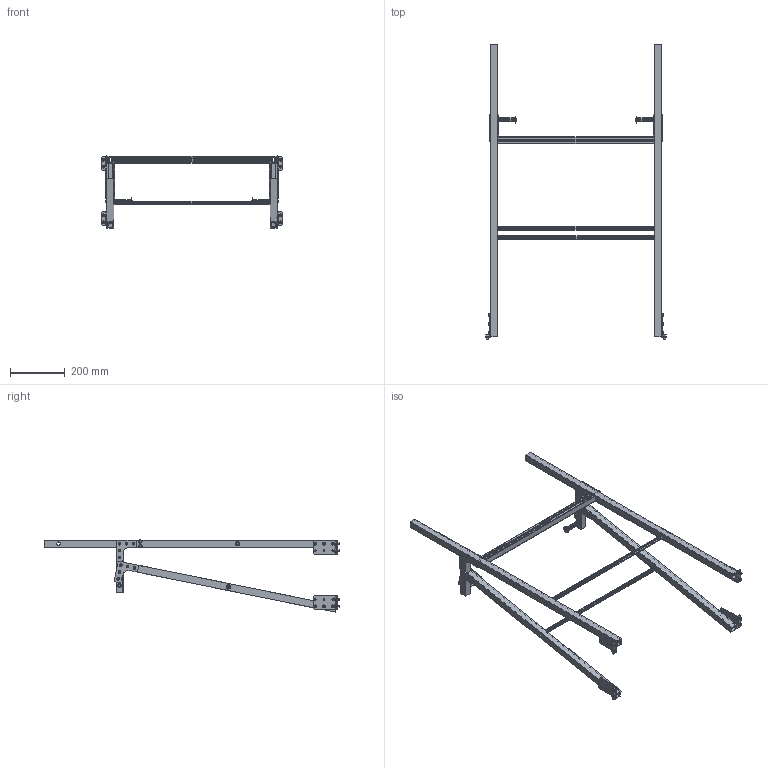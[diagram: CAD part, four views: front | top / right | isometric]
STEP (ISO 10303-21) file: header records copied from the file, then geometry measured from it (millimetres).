
FILE_DESCRIPTION (( 'STEP AP214' ), '1' );
FILE_NAME ('am-4690 Passive Hanger Structure Kit.STEP', '2022-02-03T16:32:03', ( '' ), ( '' ), 'SwSTEP 2.0', 'SolidWorks 2021', '' );
FILE_SCHEMA (( 'AUTOMOTIVE_DESIGN' ));
Length unit declared in the file: inch
Products named in the file (16): am-2974 24.25in Churro_cut 1.75; 3.375in Churro_Square Configuration; am-1226 steel rivet 1875 125-250 grip; 10-32 Nylock Nut 1_90631A411; 1x1x0.125 Wall Tubing 31.25in Long; 250 fender washer 91525A120; FHTS 0.25-20-1.75_FHTS 0.25-20-G-0.75-C; am-1310 FHTS 0.25-20-0.75_FHTS 0.25-20-G-0.75-C; am-2954 AM14U2 2x3 Hole Bracket; 1x1x0.125 Wall Tubing 40in Long; am-1002 and am-1042 10-32 x 0500 and Nylock Nut Assembly; 10-32x0500_shcs_HX-SHCS 0.19-32x1.375x1-C; am-3860 90 Gusset; 1x1x0.125 Wall Tubing 6.5in Long; am-4690 Passive Hanger Structure Kit; 27in Peanut_cut 4.5
Assembly tree (98 placements, depth 3):
  am-4690 Passive Hanger Structure Kit
    am-2954 AM14U2 2x3 Hole Bracket  x4
    am-1002 and am-1042 10-32 x 0500 and Nylock Nut Assembly  x20
      10-32x0500_shcs_HX-SHCS 0.19-32x1.375x1-C
      10-32 Nylock Nut 1_90631A411
    1x1x0.125 Wall Tubing 40in Long  x2
    1x1x0.125 Wall Tubing 6.5in Long  x2
    1x1x0.125 Wall Tubing 31.25in Long  x2
    am-2974 24.25in Churro_cut 1.75  x2
    27in Peanut_cut 4.5
    am-3860 90 Gusset  x8
    3.375in Churro_Square Configuration  x2
    am-1310 FHTS 0.25-20-0.75_FHTS 0.25-20-G-0.75-C  x8
    FHTS 0.25-20-1.75_FHTS 0.25-20-G-0.75-C  x4
    250 fender washer 91525A120  x2
    am-1226 steel rivet 1875 125-250 grip  x39
Bounding box: 660.4 x 1075.06 x 263.79 mm (x, y, z)
Volume: 1538646 mm3; surface area: 1116888.5 mm2
Topology: 136 solids, 136 shells, 3821 faces, 8694 edges, 5242 vertices
Faces by surface type: cylinder 1430, cone 1122, plane 1109, torus 160
Entity records: 16798 total; most frequent: CARTESIAN_POINT 3671, DIRECTION 2723, ORIENTED_EDGE 2400, EDGE_CURVE 1200, AXIS2_PLACEMENT_3D 1058, VERTEX_POINT 772, LINE 607, VECTOR 607
